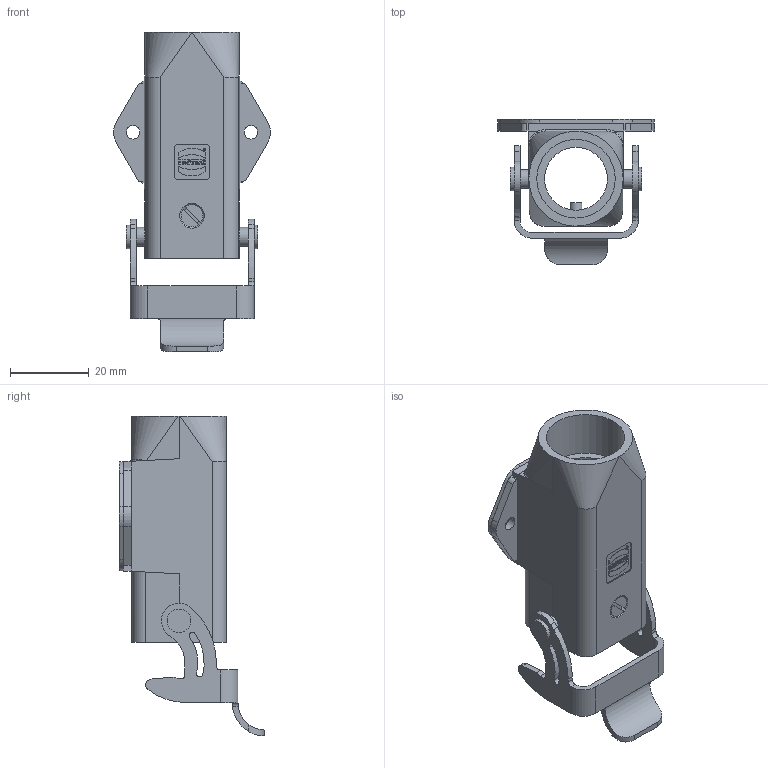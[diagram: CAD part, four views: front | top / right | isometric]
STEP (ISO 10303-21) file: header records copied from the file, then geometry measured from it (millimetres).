
FILE_DESCRIPTION(/* description */ (''),/* implementation_level */ '2;1');
FILE_NAME(/* name */ '100205110ugm000_c.stp',/* time_stamp */ '2019-02-25T15:33:50+01:00',/* author */ (''),/* organization */ (''),/* preprocessor_version */ 'ST-DEVELOPER v16.7',/* originating_system */ 'SIEMENS PLM Software NX 12.0',/* authorisation */ '');
FILE_SCHEMA (('AUTOMOTIVE_DESIGN { 1 0 10303 214 3 1 1 1 }'));
Length unit declared in the file: millimetre
Products named in the file (1): 100205110ugm000_c
Bounding box: 40 x 36.91 x 81.39 mm (x, y, z)
Volume: 11268.6 mm3; surface area: 13315.9 mm2
Topology: 2 solids, 2 shells, 330 faces, 864 edges, 564 vertices
Faces by surface type: plane 217, cylinder 89, bspline 19, cone 3, torus 2
Full cylindrical faces by diameter (mm): 0.527 x1, 0.69 x1, 2.6 x2, 3 x1, 3.45 x2, 3.5 x2, 4.8 x2, 5 x2, 6 x2, 16 x1, 20 x1
Entity records: 12461 total; most frequent: CARTESIAN_POINT 2826, ORIENTED_EDGE 1662, DIRECTION 1581, EDGE_CURVE 831, LINE 577, VECTOR 577, VERTEX_POINT 554, AXIS2_PLACEMENT_3D 502
